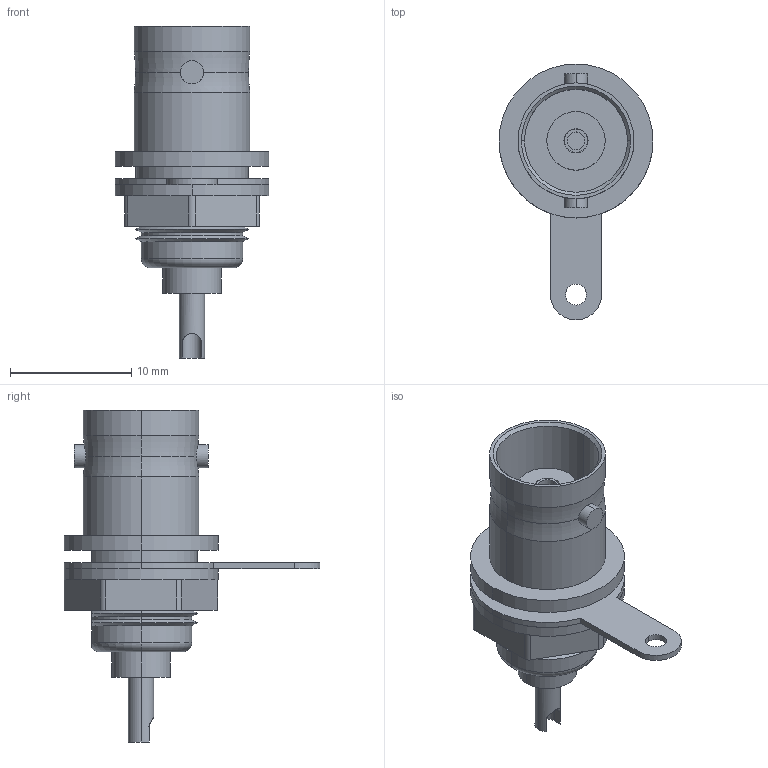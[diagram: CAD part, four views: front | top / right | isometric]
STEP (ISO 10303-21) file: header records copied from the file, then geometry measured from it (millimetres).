
FILE_DESCRIPTION (( 'STEP AP214' ), '1' );
FILE_NAME ('BAC70A.STEP', '2006-08-02T13:49:15', ( 'L-COM' ), ( 'L-COM' ), 'SwSTEP 2.0', 'SolidWorks 2006004', '' );
FILE_SCHEMA (( 'AUTOMOTIVE_DESIGN' ));
Length unit declared in the file: inch
Products named in the file (5): BAC70A; 3AA02-001; BAC70A-MA1; 3AA03-001
Assembly tree (4 placements, depth 2):
  BAC70A
    3AA02-001
    BAC70A
    BAC70A-MA1
    3AA03-001
Bounding box: 12.7 x 21.11 x 27.38 mm (x, y, z)
Volume: 1208.7 mm3; surface area: 2034.4 mm2
Topology: 4 solids, 4 shells, 227 faces, 582 edges, 372 vertices
Faces by surface type: cylinder 111, plane 72, cone 38, torus 6
Entity records: 7969 total; most frequent: CARTESIAN_POINT 1373, DIRECTION 1259, ORIENTED_EDGE 1164, EDGE_CURVE 582, AXIS2_PLACEMENT_3D 480, VERTEX_POINT 372, LINE 299, VECTOR 299
